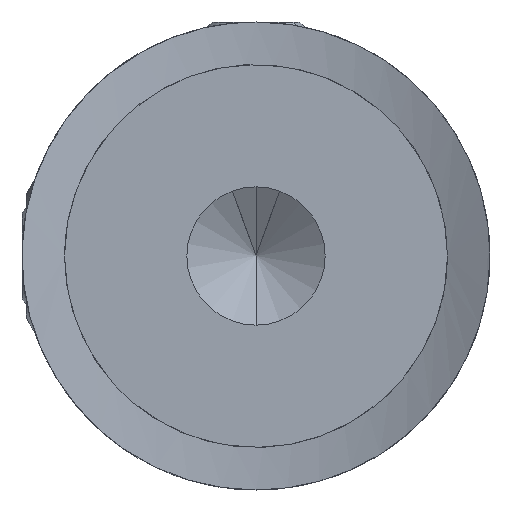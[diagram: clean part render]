
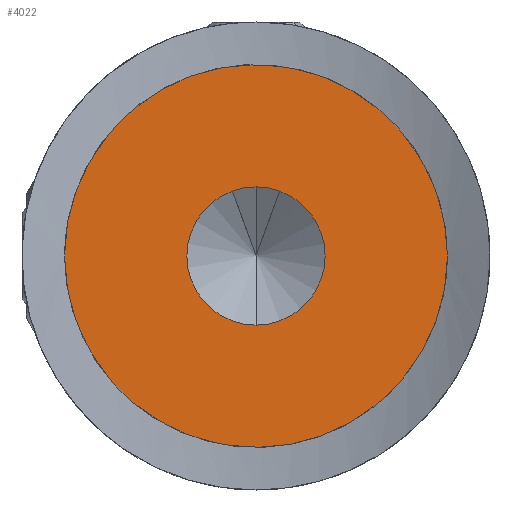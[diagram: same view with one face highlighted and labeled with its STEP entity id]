
A CAD part, front view. The second image highlights one B-rep face of the part: STEP entity #4022.
In plain terms, the highlighted face is planar.
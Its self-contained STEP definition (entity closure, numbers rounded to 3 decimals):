
#35 = CARTESIAN_POINT ( 'NONE',  ( 0., 2., 0. ) ) ;
#157 = AXIS2_PLACEMENT_3D ( 'NONE', #1852, #3076, #3737 ) ;
#161 = CARTESIAN_POINT ( 'NONE',  ( 0., 2., -3.25 ) ) ;
#373 = PLANE ( 'NONE',  #1551 ) ;
#465 = ORIENTED_EDGE ( 'NONE', *, *, #878, .F. ) ;
#479 = CARTESIAN_POINT ( 'NONE',  ( -9., 2., 0. ) ) ;
#551 = CIRCLE ( 'NONE', #157, 9. ) ;
#598 = EDGE_CURVE ( 'NONE', #3933, #1721, #2758, .T. ) ;
#668 = FACE_BOUND ( 'NONE', #2256, .T. ) ;
#830 = CIRCLE ( 'NONE', #3119, 3.25 ) ;
#857 = DIRECTION ( 'NONE',  ( 1., 0., 0. ) ) ;
#878 = EDGE_CURVE ( 'NONE', #1721, #3933, #830, .T. ) ;
#937 = CARTESIAN_POINT ( 'NONE',  ( 0., 2., 0. ) ) ;
#1021 = CARTESIAN_POINT ( 'NONE',  ( 0., 2., 0. ) ) ;
#1551 = AXIS2_PLACEMENT_3D ( 'NONE', #3493, #2867, #3814 ) ;
#1712 = VERTEX_POINT ( 'NONE', #2107 ) ;
#1721 = VERTEX_POINT ( 'NONE', #161 ) ;
#1746 = ORIENTED_EDGE ( 'NONE', *, *, #2347, .F. ) ;
#1852 = CARTESIAN_POINT ( 'NONE',  ( 0., 2., 0. ) ) ;
#1862 = AXIS2_PLACEMENT_3D ( 'NONE', #937, #3435, #857 ) ;
#1956 = FACE_OUTER_BOUND ( 'NONE', #2435, .T. ) ;
#2047 = EDGE_CURVE ( 'NONE', #3685, #1712, #3610, .T. ) ;
#2107 = CARTESIAN_POINT ( 'NONE',  ( 9., 2., 0. ) ) ;
#2170 = CARTESIAN_POINT ( 'NONE',  ( 0., 2., 3.25 ) ) ;
#2256 = EDGE_LOOP ( 'NONE', ( #465, #3340 ) ) ;
#2287 = DIRECTION ( 'NONE',  ( 1., 0., 0. ) ) ;
#2345 = DIRECTION ( 'NONE',  ( 0., 1., 0. ) ) ;
#2347 = EDGE_CURVE ( 'NONE', #1712, #3685, #551, .T. ) ;
#2435 = EDGE_LOOP ( 'NONE', ( #1746, #2814 ) ) ;
#2758 = CIRCLE ( 'NONE', #3406, 3.25 ) ;
#2814 = ORIENTED_EDGE ( 'NONE', *, *, #2047, .F. ) ;
#2867 = DIRECTION ( 'NONE',  ( 0., -1., 0. ) ) ;
#3076 = DIRECTION ( 'NONE',  ( 0., -1., 0. ) ) ;
#3119 = AXIS2_PLACEMENT_3D ( 'NONE', #35, #3765, #3410 ) ;
#3340 = ORIENTED_EDGE ( 'NONE', *, *, #598, .F. ) ;
#3406 = AXIS2_PLACEMENT_3D ( 'NONE', #1021, #2345, #2287 ) ;
#3410 = DIRECTION ( 'NONE',  ( 1., 0., 0. ) ) ;
#3435 = DIRECTION ( 'NONE',  ( 0., -1., 0. ) ) ;
#3493 = CARTESIAN_POINT ( 'NONE',  ( 0., 2., 0. ) ) ;
#3610 = CIRCLE ( 'NONE', #1862, 9. ) ;
#3685 = VERTEX_POINT ( 'NONE', #479 ) ;
#3737 = DIRECTION ( 'NONE',  ( 1., 0., 0. ) ) ;
#3765 = DIRECTION ( 'NONE',  ( 0., 1., 0. ) ) ;
#3814 = DIRECTION ( 'NONE',  ( 1., 0., 0. ) ) ;
#3933 = VERTEX_POINT ( 'NONE', #2170 ) ;
#4022 = ADVANCED_FACE ( 'NONE', ( #1956, #668 ), #373, .F. ) ;
